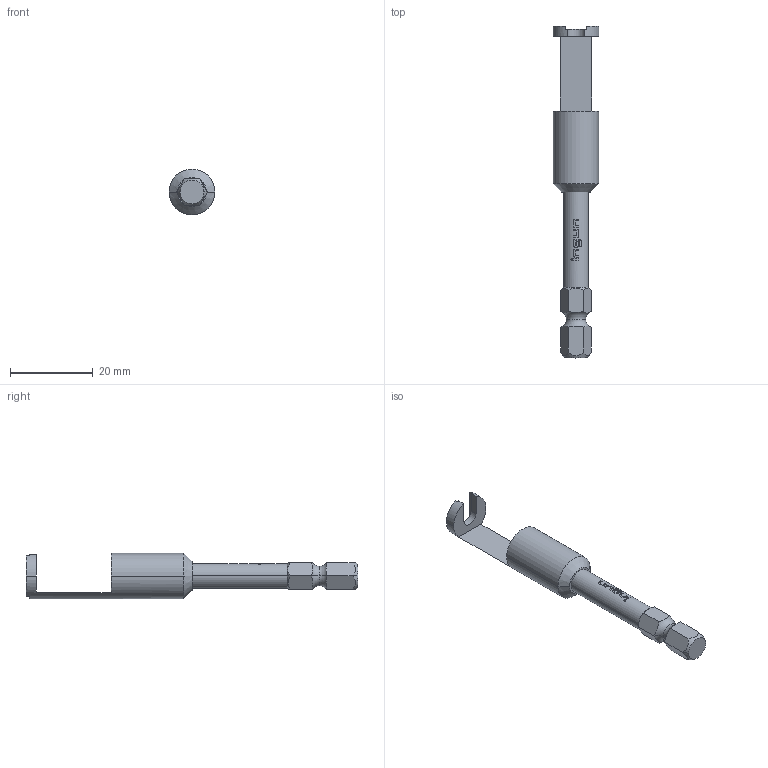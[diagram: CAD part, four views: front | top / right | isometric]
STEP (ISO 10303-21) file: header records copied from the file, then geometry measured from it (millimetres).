
FILE_DESCRIPTION (( 'STEP AP203' ), '1' );
FILE_NAME ('INGUN_BIT-HFS-810_M.STEP', '2021-02-12T09:38:47', ( '' ), ( '' ), 'SwSTEP 2.0', 'SolidWorks 2018', '' );
FILE_SCHEMA (( 'CONFIG_CONTROL_DESIGN' ));
Length unit declared in the file: millimetre
Products named in the file (1): INGUN_BIT-HFS-810_M
Bounding box: 11 x 80 x 11 mm (x, y, z)
Volume: 3271.3 mm3; surface area: 2135.9 mm2
Topology: 1 solids, 1 shells, 109 faces, 286 edges, 186 vertices
Faces by surface type: plane 64, bspline 22, cylinder 13, cone 6, torus 4
Entity records: 3911 total; most frequent: CARTESIAN_POINT 1362, ORIENTED_EDGE 572, DIRECTION 424, EDGE_CURVE 286, VERTEX_POINT 186, AXIS2_PLACEMENT_3D 160, EDGE_LOOP 116, B_SPLINE_CURVE_WITH_KNOTS 110
